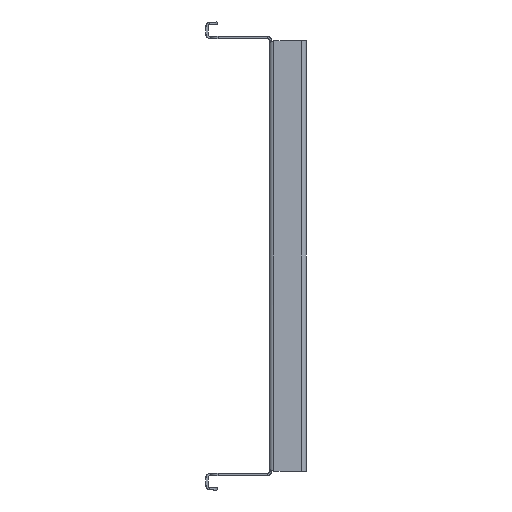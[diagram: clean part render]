
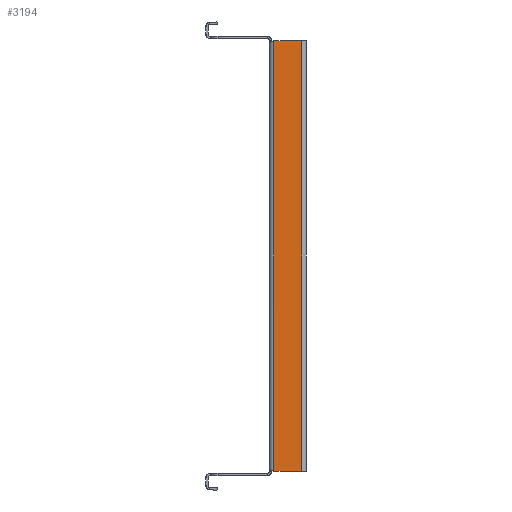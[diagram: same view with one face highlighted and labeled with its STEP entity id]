
A CAD part, left-side view. The second image highlights one B-rep face of the part: STEP entity #3194.
In plain terms, the highlighted planar face has unit normal (-1, 0, 0).
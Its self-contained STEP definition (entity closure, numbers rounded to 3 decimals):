
#14 = CARTESIAN_POINT ( 'NONE',  ( -280., -4., 193. ) ) ;
#71 = LINE ( 'NONE', #1993, #7476 ) ;
#1460 = VERTEX_POINT ( 'NONE', #12846 ) ;
#1652 = VERTEX_POINT ( 'NONE', #14 ) ;
#1993 = CARTESIAN_POINT ( 'NONE',  ( -280., 0., 193. ) ) ;
#2463 = CARTESIAN_POINT ( 'NONE',  ( -280., -29., -193. ) ) ;
#2743 = EDGE_CURVE ( 'NONE', #9197, #1460, #6544, .T. ) ;
#2904 = LINE ( 'NONE', #5059, #13252 ) ;
#2927 = EDGE_CURVE ( 'NONE', #1460, #1652, #71, .T. ) ;
#2969 = EDGE_LOOP ( 'NONE', ( #10468, #11073, #11882, #8425 ) ) ;
#3194 = ADVANCED_FACE ( 'NONE', ( #4486 ), #8635, .T. ) ;
#3740 = DIRECTION ( 'NONE',  ( 0., -1., 0. ) ) ;
#4057 = DIRECTION ( 'NONE',  ( 0., -1., 0. ) ) ;
#4486 = FACE_OUTER_BOUND ( 'NONE', #2969, .T. ) ;
#4700 = EDGE_CURVE ( 'NONE', #1652, #8778, #11645, .T. ) ;
#5059 = CARTESIAN_POINT ( 'NONE',  ( -280., 0., -193. ) ) ;
#5581 = DIRECTION ( 'NONE',  ( 0., 0., 1. ) ) ;
#5959 = VECTOR ( 'NONE', #5581, 1000. ) ;
#6544 = LINE ( 'NONE', #11797, #5959 ) ;
#7476 = VECTOR ( 'NONE', #9456, 1000. ) ;
#7510 = VECTOR ( 'NONE', #12488, 1000. ) ;
#7608 = CARTESIAN_POINT ( 'NONE',  ( -280., 0., 0. ) ) ;
#8012 = EDGE_CURVE ( 'NONE', #8778, #9197, #2904, .T. ) ;
#8425 = ORIENTED_EDGE ( 'NONE', *, *, #4700, .T. ) ;
#8635 = PLANE ( 'NONE',  #12529 ) ;
#8778 = VERTEX_POINT ( 'NONE', #11991 ) ;
#9197 = VERTEX_POINT ( 'NONE', #2463 ) ;
#9456 = DIRECTION ( 'NONE',  ( 0., 1., 0. ) ) ;
#10468 = ORIENTED_EDGE ( 'NONE', *, *, #8012, .T. ) ;
#10889 = DIRECTION ( 'NONE',  ( -1., 0., 0. ) ) ;
#11073 = ORIENTED_EDGE ( 'NONE', *, *, #2743, .T. ) ;
#11645 = LINE ( 'NONE', #12757, #7510 ) ;
#11797 = CARTESIAN_POINT ( 'NONE',  ( -280., -29., -193. ) ) ;
#11882 = ORIENTED_EDGE ( 'NONE', *, *, #2927, .T. ) ;
#11991 = CARTESIAN_POINT ( 'NONE',  ( -280., -4., -193. ) ) ;
#12488 = DIRECTION ( 'NONE',  ( 0., 0., -1. ) ) ;
#12529 = AXIS2_PLACEMENT_3D ( 'NONE', #7608, #10889, #3740 ) ;
#12757 = CARTESIAN_POINT ( 'NONE',  ( -280., -4., 0. ) ) ;
#12846 = CARTESIAN_POINT ( 'NONE',  ( -280., -29., 193. ) ) ;
#13252 = VECTOR ( 'NONE', #4057, 1000. ) ;
